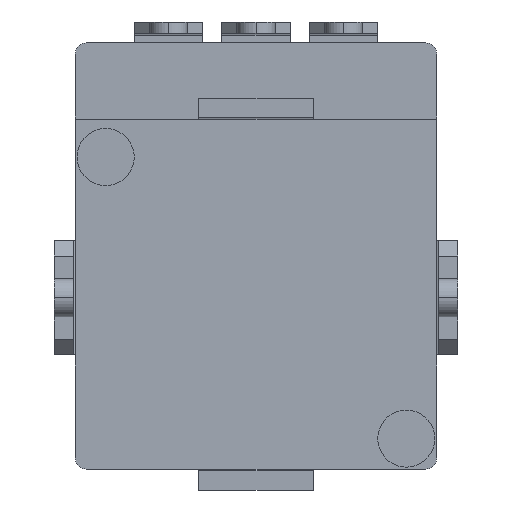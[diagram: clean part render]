
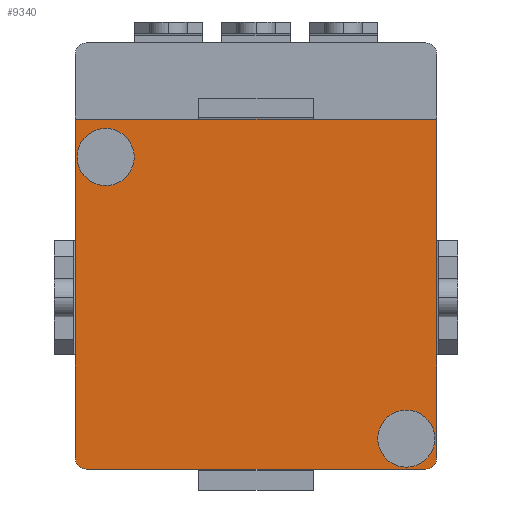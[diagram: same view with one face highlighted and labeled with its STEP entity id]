
A CAD part, front view. The second image highlights one B-rep face of the part: STEP entity #9340.
In plain terms, the highlighted planar face has unit normal (0, -1, 0).
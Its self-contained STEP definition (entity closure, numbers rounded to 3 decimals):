
#70 = VERTEX_POINT ( 'NONE', #8726 ) ;
#155 = VECTOR ( 'NONE', #2386, 1000. ) ;
#299 = VERTEX_POINT ( 'NONE', #7916 ) ;
#325 = EDGE_CURVE ( 'NONE', #8812, #1106, #6608, .T. ) ;
#338 = VERTEX_POINT ( 'NONE', #3315 ) ;
#364 = EDGE_LOOP ( 'NONE', ( #5775, #6769 ) ) ;
#430 = ORIENTED_EDGE ( 'NONE', *, *, #9655, .F. ) ;
#608 = VERTEX_POINT ( 'NONE', #1214 ) ;
#759 = CARTESIAN_POINT ( 'NONE',  ( 3.95, 0., -4.8 ) ) ;
#890 = DIRECTION ( 'NONE',  ( 0., 0., 1. ) ) ;
#1030 = ORIENTED_EDGE ( 'NONE', *, *, #4186, .T. ) ;
#1106 = VERTEX_POINT ( 'NONE', #6547 ) ;
#1210 = DIRECTION ( 'NONE',  ( 0., 0., -1. ) ) ;
#1214 = CARTESIAN_POINT ( 'NONE',  ( -1.5, 0., 3.6 ) ) ;
#1300 = VERTEX_POINT ( 'NONE', #1394 ) ;
#1381 = CIRCLE ( 'NONE', #9565, 0.3 ) ;
#1394 = CARTESIAN_POINT ( 'NONE',  ( 4.75, 0., -2.6 ) ) ;
#1421 = VERTEX_POINT ( 'NONE', #11969 ) ;
#1451 = CARTESIAN_POINT ( 'NONE',  ( 1.5, 0., -5.6 ) ) ;
#1489 = ORIENTED_EDGE ( 'NONE', *, *, #9152, .F. ) ;
#1493 = VECTOR ( 'NONE', #5296, 1000. ) ;
#1503 = DIRECTION ( 'NONE',  ( 0., -1., 0. ) ) ;
#1543 = DIRECTION ( 'NONE',  ( 0., 0., 1. ) ) ;
#1587 = DIRECTION ( 'NONE',  ( 1., 0., 0. ) ) ;
#1590 = ORIENTED_EDGE ( 'NONE', *, *, #3804, .F. ) ;
#1651 = CARTESIAN_POINT ( 'NONE',  ( -3.95, 0., 3.35 ) ) ;
#1697 = ORIENTED_EDGE ( 'NONE', *, *, #8643, .F. ) ;
#1728 = VERTEX_POINT ( 'NONE', #9835 ) ;
#1762 = DIRECTION ( 'NONE',  ( 0., 0., 1. ) ) ;
#1782 = DIRECTION ( 'NONE',  ( -1., 0., 0. ) ) ;
#1983 = EDGE_CURVE ( 'NONE', #4335, #3119, #9167, .T. ) ;
#1993 = VECTOR ( 'NONE', #2734, 1000. ) ;
#2217 = CARTESIAN_POINT ( 'NONE',  ( -4.45, 0., -5.3 ) ) ;
#2275 = DIRECTION ( 'NONE',  ( 1., 0., 0. ) ) ;
#2321 = EDGE_CURVE ( 'NONE', #8812, #608, #6963, .T. ) ;
#2386 = DIRECTION ( 'NONE',  ( -1., 0., 0. ) ) ;
#2405 = LINE ( 'NONE', #4089, #11952 ) ;
#2545 = VECTOR ( 'NONE', #3616, 1000. ) ;
#2575 = ORIENTED_EDGE ( 'NONE', *, *, #11194, .F. ) ;
#2681 = LINE ( 'NONE', #5223, #8889 ) ;
#2728 = CARTESIAN_POINT ( 'NONE',  ( 4.75, 0., -5.6 ) ) ;
#2734 = DIRECTION ( 'NONE',  ( -1., 0., 0. ) ) ;
#2762 = ORIENTED_EDGE ( 'NONE', *, *, #11756, .F. ) ;
#2945 = DIRECTION ( 'NONE',  ( 0., -1., 0. ) ) ;
#2988 = ORIENTED_EDGE ( 'NONE', *, *, #3446, .F. ) ;
#3063 = CARTESIAN_POINT ( 'NONE',  ( 4.75, 0., 5.6 ) ) ;
#3064 = FACE_BOUND ( 'NONE', #4457, .T. ) ;
#3074 = LINE ( 'NONE', #7200, #1493 ) ;
#3119 = VERTEX_POINT ( 'NONE', #4027 ) ;
#3165 = ORIENTED_EDGE ( 'NONE', *, *, #6487, .F. ) ;
#3169 = CARTESIAN_POINT ( 'NONE',  ( 0., 0., 0. ) ) ;
#3173 = CARTESIAN_POINT ( 'NONE',  ( 4.45, 0., -5.6 ) ) ;
#3315 = CARTESIAN_POINT ( 'NONE',  ( -4.75, 0., 0.4 ) ) ;
#3446 = EDGE_CURVE ( 'NONE', #1300, #3927, #4309, .T. ) ;
#3477 = DIRECTION ( 'NONE',  ( 0., 0., 1. ) ) ;
#3608 = ORIENTED_EDGE ( 'NONE', *, *, #2321, .T. ) ;
#3616 = DIRECTION ( 'NONE',  ( -1., 0., 0. ) ) ;
#3667 = AXIS2_PLACEMENT_3D ( 'NONE', #5782, #2945, #6724 ) ;
#3681 = VERTEX_POINT ( 'NONE', #1651 ) ;
#3804 = EDGE_CURVE ( 'NONE', #10904, #1421, #11810, .T. ) ;
#3877 = VECTOR ( 'NONE', #1587, 1000. ) ;
#3927 = VERTEX_POINT ( 'NONE', #9382 ) ;
#3989 = CARTESIAN_POINT ( 'NONE',  ( 1.5, 0., 3.6 ) ) ;
#4027 = CARTESIAN_POINT ( 'NONE',  ( 3.95, 0., -5.55 ) ) ;
#4063 = DIRECTION ( 'NONE',  ( 0., -1., 0. ) ) ;
#4089 = CARTESIAN_POINT ( 'NONE',  ( -4.75, 0., 3.6 ) ) ;
#4186 = EDGE_CURVE ( 'NONE', #1300, #70, #2681, .T. ) ;
#4221 = VECTOR ( 'NONE', #7009, 1000. ) ;
#4272 = AXIS2_PLACEMENT_3D ( 'NONE', #4671, #5623, #11053 ) ;
#4309 = LINE ( 'NONE', #3063, #4886 ) ;
#4335 = VERTEX_POINT ( 'NONE', #10093 ) ;
#4409 = ORIENTED_EDGE ( 'NONE', *, *, #7363, .T. ) ;
#4457 = EDGE_LOOP ( 'NONE', ( #7042, #1697 ) ) ;
#4671 = CARTESIAN_POINT ( 'NONE',  ( 3.95, 0., -4.8 ) ) ;
#4845 = LINE ( 'NONE', #2728, #2545 ) ;
#4876 = CIRCLE ( 'NONE', #9705, 0.3 ) ;
#4886 = VECTOR ( 'NONE', #1210, 1000. ) ;
#4908 = VERTEX_POINT ( 'NONE', #7758 ) ;
#5125 = CARTESIAN_POINT ( 'NONE',  ( 1.5, 0., 3.6 ) ) ;
#5223 = CARTESIAN_POINT ( 'NONE',  ( 4.75, 0., -2.6 ) ) ;
#5236 = DIRECTION ( 'NONE',  ( 0., 0., 1. ) ) ;
#5296 = DIRECTION ( 'NONE',  ( 0., 0., -1. ) ) ;
#5328 = CARTESIAN_POINT ( 'NONE',  ( -4.75, 0., 3.6 ) ) ;
#5623 = DIRECTION ( 'NONE',  ( 0., -1., 0. ) ) ;
#5716 = EDGE_CURVE ( 'NONE', #9365, #4908, #10864, .T. ) ;
#5775 = ORIENTED_EDGE ( 'NONE', *, *, #11080, .F. ) ;
#5782 = CARTESIAN_POINT ( 'NONE',  ( -3.95, 0., 2.6 ) ) ;
#6487 = EDGE_CURVE ( 'NONE', #338, #1728, #9512, .T. ) ;
#6547 = CARTESIAN_POINT ( 'NONE',  ( 4.75, 0., 3.6 ) ) ;
#6582 = AXIS2_PLACEMENT_3D ( 'NONE', #8798, #1503, #9764 ) ;
#6588 = PLANE ( 'NONE',  #11851 ) ;
#6608 = LINE ( 'NONE', #5328, #3877 ) ;
#6724 = DIRECTION ( 'NONE',  ( 0., 0., 1. ) ) ;
#6769 = ORIENTED_EDGE ( 'NONE', *, *, #11449, .F. ) ;
#6963 = LINE ( 'NONE', #5125, #155 ) ;
#7009 = DIRECTION ( 'NONE',  ( 0., 0., 1. ) ) ;
#7042 = ORIENTED_EDGE ( 'NONE', *, *, #1983, .F. ) ;
#7108 = DIRECTION ( 'NONE',  ( 0., -1., 0. ) ) ;
#7111 = ORIENTED_EDGE ( 'NONE', *, *, #7949, .F. ) ;
#7200 = CARTESIAN_POINT ( 'NONE',  ( 4.75, 0., 5.6 ) ) ;
#7265 = CARTESIAN_POINT ( 'NONE',  ( -4.75, 0., -2.6 ) ) ;
#7343 = CIRCLE ( 'NONE', #6582, 0.75 ) ;
#7363 = EDGE_CURVE ( 'NONE', #9365, #1421, #4876, .T. ) ;
#7679 = EDGE_LOOP ( 'NONE', ( #8681, #4409, #1590, #1489, #2762, #9135, #2988, #1030, #430, #8322, #3608, #7111, #3165, #2575 ) ) ;
#7693 = DIRECTION ( 'NONE',  ( 0., 1., 0. ) ) ;
#7754 = LINE ( 'NONE', #7265, #10364 ) ;
#7758 = CARTESIAN_POINT ( 'NONE',  ( -4.75, 0., -2.6 ) ) ;
#7808 = DIRECTION ( 'NONE',  ( 0., 0., 1. ) ) ;
#7916 = CARTESIAN_POINT ( 'NONE',  ( -3.95, 0., 1.85 ) ) ;
#7949 = EDGE_CURVE ( 'NONE', #1728, #608, #2405, .T. ) ;
#8109 = EDGE_CURVE ( 'NONE', #11567, #3927, #1381, .T. ) ;
#8242 = DIRECTION ( 'NONE',  ( 0., -1., 0. ) ) ;
#8322 = ORIENTED_EDGE ( 'NONE', *, *, #325, .F. ) ;
#8643 = EDGE_CURVE ( 'NONE', #3119, #4335, #9303, .T. ) ;
#8681 = ORIENTED_EDGE ( 'NONE', *, *, #5716, .F. ) ;
#8726 = CARTESIAN_POINT ( 'NONE',  ( 4.75, 0., 0.4 ) ) ;
#8798 = CARTESIAN_POINT ( 'NONE',  ( -3.95, 0., 2.6 ) ) ;
#8812 = VERTEX_POINT ( 'NONE', #3989 ) ;
#8814 = AXIS2_PLACEMENT_3D ( 'NONE', #759, #7108, #1543 ) ;
#8843 = FACE_OUTER_BOUND ( 'NONE', #7679, .T. ) ;
#8889 = VECTOR ( 'NONE', #11853, 1000. ) ;
#9126 = FACE_BOUND ( 'NONE', #364, .T. ) ;
#9135 = ORIENTED_EDGE ( 'NONE', *, *, #8109, .T. ) ;
#9152 = EDGE_CURVE ( 'NONE', #10539, #10904, #10281, .T. ) ;
#9167 = CIRCLE ( 'NONE', #4272, 0.75 ) ;
#9244 = VECTOR ( 'NONE', #1762, 1000. ) ;
#9252 = CARTESIAN_POINT ( 'NONE',  ( -4.75, 0., 5.6 ) ) ;
#9303 = CIRCLE ( 'NONE', #8814, 0.75 ) ;
#9340 = ADVANCED_FACE ( 'NONE', ( #9126, #8843, #3064 ), #6588, .F. ) ;
#9365 = VERTEX_POINT ( 'NONE', #11536 ) ;
#9382 = CARTESIAN_POINT ( 'NONE',  ( 4.75, 0., -5.3 ) ) ;
#9512 = LINE ( 'NONE', #10095, #9244 ) ;
#9565 = AXIS2_PLACEMENT_3D ( 'NONE', #10991, #8242, #890 ) ;
#9655 = EDGE_CURVE ( 'NONE', #1106, #70, #3074, .T. ) ;
#9705 = AXIS2_PLACEMENT_3D ( 'NONE', #2217, #4063, #5236 ) ;
#9764 = DIRECTION ( 'NONE',  ( 0., 0., 1. ) ) ;
#9835 = CARTESIAN_POINT ( 'NONE',  ( -4.75, 0., 3.6 ) ) ;
#10050 = CIRCLE ( 'NONE', #3667, 0.75 ) ;
#10067 = CARTESIAN_POINT ( 'NONE',  ( 1.5, 0., -5.6 ) ) ;
#10093 = CARTESIAN_POINT ( 'NONE',  ( 3.95, 0., -4.05 ) ) ;
#10095 = CARTESIAN_POINT ( 'NONE',  ( -4.75, 0., 5.6 ) ) ;
#10150 = CARTESIAN_POINT ( 'NONE',  ( 4.75, 0., -5.6 ) ) ;
#10281 = LINE ( 'NONE', #10067, #10716 ) ;
#10364 = VECTOR ( 'NONE', #3477, 1000. ) ;
#10539 = VERTEX_POINT ( 'NONE', #1451 ) ;
#10716 = VECTOR ( 'NONE', #1782, 1000. ) ;
#10864 = LINE ( 'NONE', #9252, #4221 ) ;
#10904 = VERTEX_POINT ( 'NONE', #11355 ) ;
#10991 = CARTESIAN_POINT ( 'NONE',  ( 4.45, 0., -5.3 ) ) ;
#11053 = DIRECTION ( 'NONE',  ( 0., 0., 1. ) ) ;
#11080 = EDGE_CURVE ( 'NONE', #3681, #299, #7343, .T. ) ;
#11194 = EDGE_CURVE ( 'NONE', #4908, #338, #7754, .T. ) ;
#11355 = CARTESIAN_POINT ( 'NONE',  ( -1.5, 0., -5.6 ) ) ;
#11449 = EDGE_CURVE ( 'NONE', #299, #3681, #10050, .T. ) ;
#11536 = CARTESIAN_POINT ( 'NONE',  ( -4.75, 0., -5.3 ) ) ;
#11567 = VERTEX_POINT ( 'NONE', #3173 ) ;
#11756 = EDGE_CURVE ( 'NONE', #11567, #10539, #4845, .T. ) ;
#11810 = LINE ( 'NONE', #10150, #1993 ) ;
#11851 = AXIS2_PLACEMENT_3D ( 'NONE', #3169, #7693, #7808 ) ;
#11853 = DIRECTION ( 'NONE',  ( 0., 0., 1. ) ) ;
#11952 = VECTOR ( 'NONE', #2275, 1000. ) ;
#11969 = CARTESIAN_POINT ( 'NONE',  ( -4.45, 0., -5.6 ) ) ;
